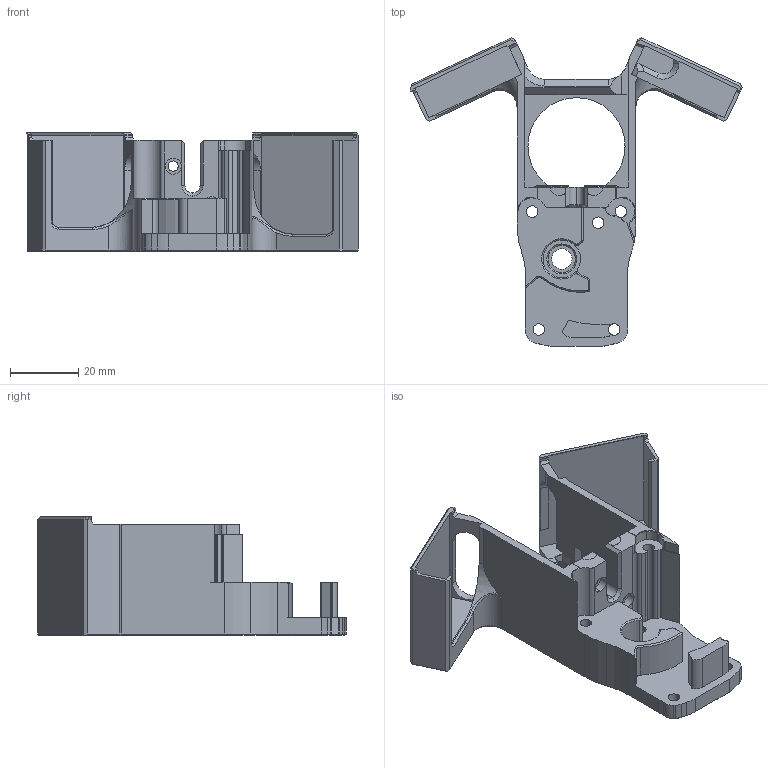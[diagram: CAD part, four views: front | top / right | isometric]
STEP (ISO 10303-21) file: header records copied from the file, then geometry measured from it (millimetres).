
FILE_DESCRIPTION (( 'STEP AP214' ), '1' );
FILE_NAME ('butterfly_shroud_no_probe.STEP', '2022-03-19T01:47:07', ( '' ), ( '' ), 'SwSTEP 2.0', 'SolidWorks 2022', '' );
FILE_SCHEMA (( 'AUTOMOTIVE_DESIGN' ));
Length unit declared in the file: millimetre
Products named in the file (1): butterfly_shroud_no_probe
Bounding box: 97.15 x 90.18 x 34.75 mm (x, y, z)
Volume: 27162 mm3; surface area: 22483 mm2
Topology: 1 solids, 1 shells, 386 faces, 1039 edges, 652 vertices
Faces by surface type: plane 182, cylinder 100, cone 59, bspline 45
Entity records: 17610 total; most frequent: CARTESIAN_POINT 8132, ORIENTED_EDGE 2078, DIRECTION 1835, EDGE_CURVE 1039, VERTEX_POINT 652, VECTOR 631, LINE 631, AXIS2_PLACEMENT_3D 602
